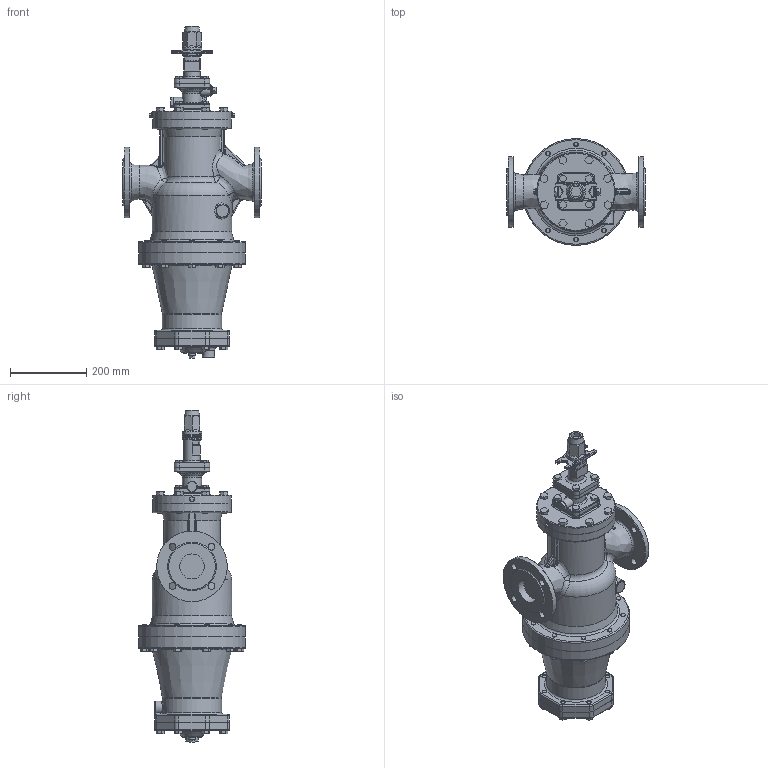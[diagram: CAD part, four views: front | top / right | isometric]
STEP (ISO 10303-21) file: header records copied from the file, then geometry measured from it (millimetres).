
FILE_DESCRIPTION(/* description */ (''),/* implementation_level */ '2;1');
FILE_NAME(/* name */ 'cos16-065-e0016-00.stp',/* time_stamp */ '2017-10-06T15:06:09+09:00',/* author */ ('nakaot'),/* organization */ (''),/* preprocessor_version */ 'ST-DEVELOPER v15.6',/* originating_system */ 'Autodesk Inventor 2015',/* authorisation */ '');
FILE_SCHEMA (('CONFIG_CONTROL_DESIGN'));
Length unit declared in the file: millimetre
Products named in the file (1): cos16-065-e0016-00
Bounding box: 362 x 280 x 870.4 mm (x, y, z)
Volume: 21319854.8 mm3; surface area: 1148718.3 mm2
Topology: 6 solids, 6 shells, 1015 faces, 2409 edges, 1511 vertices
Faces by surface type: plane 496, cylinder 285, bspline 116, torus 66, sphere 30, cone 22
Full cylindrical faces by diameter (mm): 8.376 x4, 10 x4, 10.106 x26, 12 x30, 14 x26, 17.475 x1, 18 x8, 27 x1, 30 x1, 32 x1, 42 x1, 44.924 x1, 48.648 x1, 51 x1, 52 x1, 65 x2, 94.101 x1, 111.052 x1, 155 x1, 185 x2, 193.783 x1, 206 x2, 208 x1, 280 x2
Entity records: 34113 total; most frequent: CARTESIAN_POINT 12105, DIRECTION 4413, ORIENTED_EDGE 4326, EDGE_CURVE 2163, AXIS2_PLACEMENT_3D 1648, VERTEX_POINT 1429, EDGE_LOOP 1350, LINE 1117
